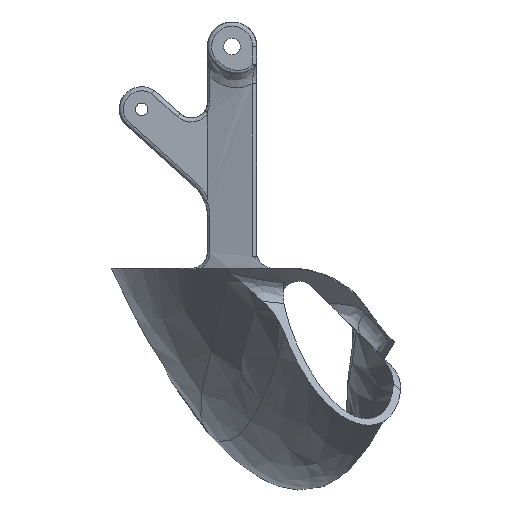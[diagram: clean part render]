
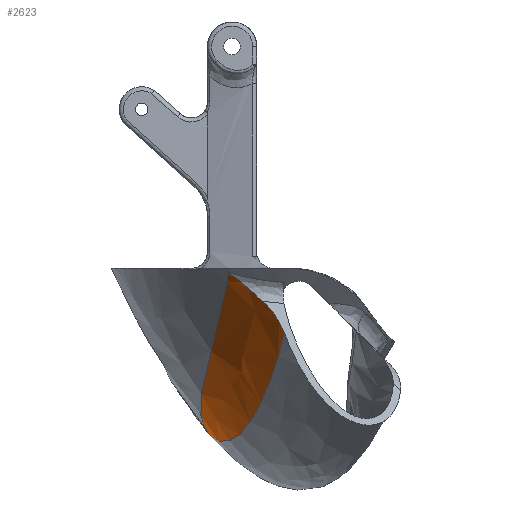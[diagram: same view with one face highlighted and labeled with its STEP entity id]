
A CAD part, left-side view. The second image highlights one B-rep face of the part: STEP entity #2623.
In plain terms, the highlighted free-form (B-spline) face has degree [3, 3] with [5, 11] control points.
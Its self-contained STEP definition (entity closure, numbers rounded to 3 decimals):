
#146=B_SPLINE_CURVE_WITH_KNOTS('',3,(#4991,#4992,#4993,#4994,#4995,#4996,
#4997,#4998,#4999,#5000,#5001),.UNSPECIFIED.,.F.,.F.,(4,1,1,1,1,1,2,4),
(-4.427,-3.686,-2.764,-2.304,
-1.843,-0.921,0.,0.002),
 .UNSPECIFIED.);
#147=B_SPLINE_CURVE_WITH_KNOTS('',3,(#5003,#5004,#5005,#5006),
 .UNSPECIFIED.,.F.,.F.,(4,4),(-4.607,-4.427),
 .UNSPECIFIED.);
#202=B_SPLINE_CURVE_WITH_KNOTS('',3,(#6097,#6098,#6099,#6100,#6101,#6102,
#6103,#6104,#6105,#6106,#6107),.UNSPECIFIED.,.F.,.F.,(4,2,1,1,1,1,1,4),
(-0.002,0.,0.921,1.843,2.304,
2.764,3.686,4.3),.UNSPECIFIED.);
#292=B_SPLINE_CURVE_WITH_KNOTS('',3,(#8176,#8177,#8178,#8179,#8180,#8181,
#8182,#8183),.UNSPECIFIED.,.F.,.F.,(4,2,2,4),(-0.442,-0.441,
-0.17,0.),.UNSPECIFIED.);
#295=B_SPLINE_CURVE_WITH_KNOTS('',3,(#8255,#8256,#8257,#8258,#8259,#8260),
 .UNSPECIFIED.,.F.,.F.,(4,2,4),(0.,0.403,0.496),
 .UNSPECIFIED.);
#389=B_SPLINE_SURFACE_WITH_KNOTS('',3,3,((#8464,#8465,#8466,#8467,#8468,
#8469,#8470,#8471,#8472,#8473,#8474),(#8475,#8476,#8477,#8478,#8479,#8480,
#8481,#8482,#8483,#8484,#8485),(#8486,#8487,#8488,#8489,#8490,#8491,#8492,
#8493,#8494,#8495,#8496),(#8497,#8498,#8499,#8500,#8501,#8502,#8503,#8504,
#8505,#8506,#8507),(#8508,#8509,#8510,#8511,#8512,#8513,#8514,#8515,#8516,
#8517,#8518)),.UNSPECIFIED.,.F.,.F.,.F.,(4,1,4),(4,1,1,1,1,1,2,4),(0.,0.571,
1.),(-4.607,-3.686,-2.764,-2.304,
-1.843,-0.921,0.,0.002),
 .UNSPECIFIED.);
#721=FACE_OUTER_BOUND('',#881,.T.);
#881=EDGE_LOOP('',(#2416,#2417,#2418,#2419,#2420));
#1012=VERTEX_POINT('',#3714);
#1104=VERTEX_POINT('',#4990);
#1105=VERTEX_POINT('',#5002);
#1164=VERTEX_POINT('',#6082);
#1217=VERTEX_POINT('',#8175);
#1414=EDGE_CURVE('',#1104,#1012,#146,.T.);
#1415=EDGE_CURVE('',#1105,#1104,#147,.T.);
#1516=EDGE_CURVE('',#1012,#1164,#202,.T.);
#1618=EDGE_CURVE('',#1105,#1217,#292,.T.);
#1621=EDGE_CURVE('',#1164,#1217,#295,.T.);
#2416=ORIENTED_EDGE('',*,*,#1621,.T.);
#2417=ORIENTED_EDGE('',*,*,#1618,.F.);
#2418=ORIENTED_EDGE('',*,*,#1415,.T.);
#2419=ORIENTED_EDGE('',*,*,#1414,.T.);
#2420=ORIENTED_EDGE('',*,*,#1516,.T.);
#2623=ADVANCED_FACE('',(#721),#389,.T.);
#3714=CARTESIAN_POINT('',(0.,8.294,-22.225));
#4990=CARTESIAN_POINT('',(-31.811,6.113,-3.668));
#4991=CARTESIAN_POINT('Ctrl Pts',(-31.812,6.113,-3.668));
#4992=CARTESIAN_POINT('Ctrl Pts',(-30.11,6.397,-5.237));
#4993=CARTESIAN_POINT('Ctrl Pts',(-26.231,7.145,-8.622));
#4994=CARTESIAN_POINT('Ctrl Pts',(-21.144,8.173,-12.453));
#4995=CARTESIAN_POINT('Ctrl Pts',(-16.703,8.885,-15.295));
#4996=CARTESIAN_POINT('Ctrl Pts',(-12.233,9.391,-17.812));
#4997=CARTESIAN_POINT('Ctrl Pts',(-6.713,9.431,-20.302));
#4998=CARTESIAN_POINT('Ctrl Pts',(-2.27,8.746,-21.705));
#4999=CARTESIAN_POINT('Ctrl Pts',(-0.01,8.296,
-22.223));
#5000=CARTESIAN_POINT('Ctrl Pts',(-0.005,8.295,
-22.224));
#5001=CARTESIAN_POINT('Ctrl Pts',(0.,8.294,
-22.225));
#5002=CARTESIAN_POINT('',(-33.045,5.915,-2.516));
#5003=CARTESIAN_POINT('Ctrl Pts',(-33.045,5.915,-2.516));
#5004=CARTESIAN_POINT('Ctrl Pts',(-32.636,5.978,-2.903));
#5005=CARTESIAN_POINT('Ctrl Pts',(-32.224,6.044,-3.288));
#5006=CARTESIAN_POINT('Ctrl Pts',(-31.812,6.113,-3.668));
#6082=CARTESIAN_POINT('',(-34.207,-0.845,-9.821));
#6097=CARTESIAN_POINT('Ctrl Pts',(0.,8.294,
-22.225));
#6098=CARTESIAN_POINT('Ctrl Pts',(-0.005,8.293,
-22.227));
#6099=CARTESIAN_POINT('Ctrl Pts',(-0.01,8.292,-22.228));
#6100=CARTESIAN_POINT('Ctrl Pts',(-2.271,7.841,-22.743));
#6101=CARTESIAN_POINT('Ctrl Pts',(-6.947,6.716,-23.424));
#6102=CARTESIAN_POINT('Ctrl Pts',(-13.178,4.981,-22.751));
#6103=CARTESIAN_POINT('Ctrl Pts',(-18.296,3.471,-21.008));
#6104=CARTESIAN_POINT('Ctrl Pts',(-23.368,1.953,-18.528));
#6105=CARTESIAN_POINT('Ctrl Pts',(-28.726,0.4,-14.778));
#6106=CARTESIAN_POINT('Ctrl Pts',(-32.654,-0.535,-11.298));
#6107=CARTESIAN_POINT('Ctrl Pts',(-34.207,-0.846,-9.822));
#8175=CARTESIAN_POINT('',(-32.512,1.77,-6.029));
#8176=CARTESIAN_POINT('Ctrl Pts',(-33.045,5.915,-2.516));
#8177=CARTESIAN_POINT('Ctrl Pts',(-33.044,5.911,-2.519));
#8178=CARTESIAN_POINT('Ctrl Pts',(-33.042,5.908,-2.521));
#8179=CARTESIAN_POINT('Ctrl Pts',(-32.624,4.92,-3.225));
#8180=CARTESIAN_POINT('Ctrl Pts',(-32.353,4.008,-4.013));
#8181=CARTESIAN_POINT('Ctrl Pts',(-32.291,2.644,-5.24));
#8182=CARTESIAN_POINT('Ctrl Pts',(-32.36,2.181,-5.668));
#8183=CARTESIAN_POINT('Ctrl Pts',(-32.512,1.77,-6.029));
#8255=CARTESIAN_POINT('Ctrl Pts',(-34.207,-0.845,-9.821));
#8256=CARTESIAN_POINT('Ctrl Pts',(-33.662,-0.424,
-8.668));
#8257=CARTESIAN_POINT('Ctrl Pts',(-33.182,0.238,-7.585));
#8258=CARTESIAN_POINT('Ctrl Pts',(-32.684,1.327,-6.435));
#8259=CARTESIAN_POINT('Ctrl Pts',(-32.595,1.544,-6.227));
#8260=CARTESIAN_POINT('Ctrl Pts',(-32.512,1.77,-6.029));
#8464=CARTESIAN_POINT('Ctrl Pts',(-36.528,-1.263,-7.541));
#8465=CARTESIAN_POINT('Ctrl Pts',(-34.221,-0.899,
-9.879));
#8466=CARTESIAN_POINT('Ctrl Pts',(-29.552,0.161,-14.201));
#8467=CARTESIAN_POINT('Ctrl Pts',(-23.368,1.953,-18.528));
#8468=CARTESIAN_POINT('Ctrl Pts',(-18.296,3.471,-21.008));
#8469=CARTESIAN_POINT('Ctrl Pts',(-13.178,4.981,-22.751));
#8470=CARTESIAN_POINT('Ctrl Pts',(-6.947,6.716,-23.424));
#8471=CARTESIAN_POINT('Ctrl Pts',(-2.271,7.841,-22.743));
#8472=CARTESIAN_POINT('Ctrl Pts',(-0.01,8.292,-22.228));
#8473=CARTESIAN_POINT('Ctrl Pts',(-0.005,8.293,
-22.227));
#8474=CARTESIAN_POINT('Ctrl Pts',(0.,8.294,
-22.225));
#8475=CARTESIAN_POINT('Ctrl Pts',(-35.404,-0.568,
-6.217));
#8476=CARTESIAN_POINT('Ctrl Pts',(-33.126,-0.23,-8.493));
#8477=CARTESIAN_POINT('Ctrl Pts',(-28.534,0.774,-12.73));
#8478=CARTESIAN_POINT('Ctrl Pts',(-22.555,2.512,-17.055));
#8479=CARTESIAN_POINT('Ctrl Pts',(-17.711,4.003,-19.646));
#8480=CARTESIAN_POINT('Ctrl Pts',(-12.844,5.484,-21.597));
#8481=CARTESIAN_POINT('Ctrl Pts',(-6.895,7.141,-22.749));
#8482=CARTESIAN_POINT('Ctrl Pts',(-2.271,8.014,-22.546));
#8483=CARTESIAN_POINT('Ctrl Pts',(-0.01,8.293,
-22.227));
#8484=CARTESIAN_POINT('Ctrl Pts',(-0.005,8.294,
-22.226));
#8485=CARTESIAN_POINT('Ctrl Pts',(0.,8.294,
-22.225));
#8486=CARTESIAN_POINT('Ctrl Pts',(-33.762,1.513,-4.087));
#8487=CARTESIAN_POINT('Ctrl Pts',(-31.549,1.826,-6.235));
#8488=CARTESIAN_POINT('Ctrl Pts',(-27.101,2.734,-10.29));
#8489=CARTESIAN_POINT('Ctrl Pts',(-21.442,4.263,-14.606));
#8490=CARTESIAN_POINT('Ctrl Pts',(-16.924,5.534,-17.401));
#8491=CARTESIAN_POINT('Ctrl Pts',(-12.4,6.754,-19.718));
#8492=CARTESIAN_POINT('Ctrl Pts',(-6.814,7.98,-21.646));
#8493=CARTESIAN_POINT('Ctrl Pts',(-2.271,8.315,-22.2));
#8494=CARTESIAN_POINT('Ctrl Pts',(-0.01,8.294,
-22.225));
#8495=CARTESIAN_POINT('Ctrl Pts',(-0.005,8.294,
-22.225));
#8496=CARTESIAN_POINT('Ctrl Pts',(0.,8.294,
-22.225));
#8497=CARTESIAN_POINT('Ctrl Pts',(-33.116,4.553,-2.842));
#8498=CARTESIAN_POINT('Ctrl Pts',(-30.984,4.869,-4.87));
#8499=CARTESIAN_POINT('Ctrl Pts',(-26.656,5.712,-8.74));
#8500=CARTESIAN_POINT('Ctrl Pts',(-21.124,6.944,-12.958));
#8501=CARTESIAN_POINT('Ctrl Pts',(-16.694,7.825,-15.813));
#8502=CARTESIAN_POINT('Ctrl Pts',(-12.244,8.552,-18.307));
#8503=CARTESIAN_POINT('Ctrl Pts',(-6.742,8.975,-20.686));
#8504=CARTESIAN_POINT('Ctrl Pts',(-2.271,8.617,-21.853));
#8505=CARTESIAN_POINT('Ctrl Pts',(-0.01,8.296,-22.224));
#8506=CARTESIAN_POINT('Ctrl Pts',(-0.005,8.295,
-22.225));
#8507=CARTESIAN_POINT('Ctrl Pts',(0.,8.294,
-22.225));
#8508=CARTESIAN_POINT('Ctrl Pts',(-33.045,5.915,-2.516));
#8509=CARTESIAN_POINT('Ctrl Pts',(-30.948,6.236,-4.5));
#8510=CARTESIAN_POINT('Ctrl Pts',(-26.662,7.058,-8.298));
#8511=CARTESIAN_POINT('Ctrl Pts',(-21.144,8.173,-12.453));
#8512=CARTESIAN_POINT('Ctrl Pts',(-16.703,8.885,-15.295));
#8513=CARTESIAN_POINT('Ctrl Pts',(-12.233,9.391,-17.812));
#8514=CARTESIAN_POINT('Ctrl Pts',(-6.713,9.431,-20.302));
#8515=CARTESIAN_POINT('Ctrl Pts',(-2.27,8.746,-21.705));
#8516=CARTESIAN_POINT('Ctrl Pts',(-0.01,8.296,
-22.223));
#8517=CARTESIAN_POINT('Ctrl Pts',(-0.005,8.295,
-22.224));
#8518=CARTESIAN_POINT('Ctrl Pts',(0.,8.294,
-22.225));
